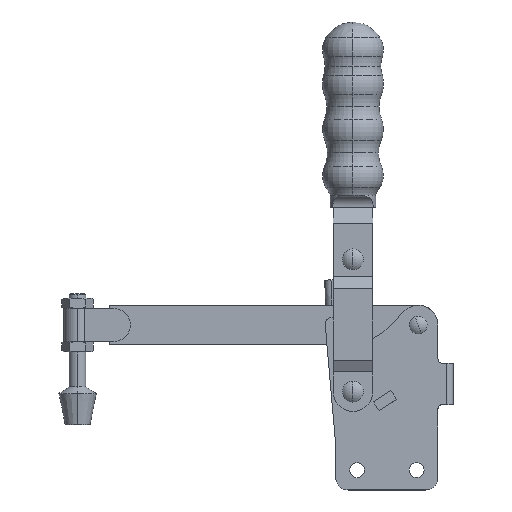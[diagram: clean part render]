
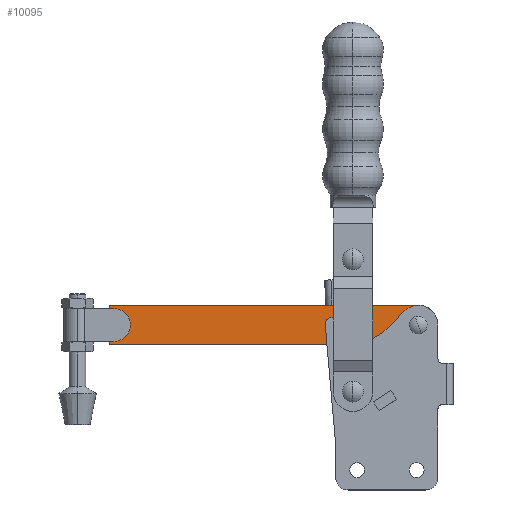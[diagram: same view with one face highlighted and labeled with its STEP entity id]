
A CAD part, top view. The second image highlights one B-rep face of the part: STEP entity #10095.
In plain terms, the highlighted planar face has unit normal (0, 0, 1).
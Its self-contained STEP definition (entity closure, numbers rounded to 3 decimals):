
#115 = CARTESIAN_POINT ( 'NONE',  ( -9.518, 70.16, 3. ) ) ;
#181 = VERTEX_POINT ( 'NONE', #115 ) ;
#373 = EDGE_LOOP ( 'NONE', ( #936, #4641 ) ) ;
#542 = AXIS2_PLACEMENT_3D ( 'NONE', #3891, #3881, #3869 ) ;
#581 = VERTEX_POINT ( 'NONE', #890 ) ;
#652 = CARTESIAN_POINT ( 'NONE',  ( -37.118, 60.66, 3. ) ) ;
#767 = AXIS2_PLACEMENT_3D ( 'NONE', #3669, #8558, #4545 ) ;
#890 = CARTESIAN_POINT ( 'NONE',  ( -7.118, 60.66, 3. ) ) ;
#936 = ORIENTED_EDGE ( 'NONE', *, *, #8824, .F. ) ;
#953 = LINE ( 'NONE', #5270, #4791 ) ;
#963 = CIRCLE ( 'NONE', #1986, 2.4 ) ;
#1408 = CIRCLE ( 'NONE', #767, 9.5 ) ;
#1706 = VERTEX_POINT ( 'NONE', #3703 ) ;
#1767 = CARTESIAN_POINT ( 'NONE',  ( -157.998, 51.16, 3. ) ) ;
#1923 = ORIENTED_EDGE ( 'NONE', *, *, #3411, .T. ) ;
#1986 = AXIS2_PLACEMENT_3D ( 'NONE', #7105, #7048, #7023 ) ;
#2168 = LINE ( 'NONE', #10061, #6743 ) ;
#2402 = LINE ( 'NONE', #8465, #4449 ) ;
#2565 = EDGE_CURVE ( 'NONE', #9831, #8367, #953, .T. ) ;
#3290 = DIRECTION ( 'NONE',  ( 1., 0., 0. ) ) ;
#3293 = DIRECTION ( 'NONE',  ( 0., 0., 1. ) ) ;
#3368 = ORIENTED_EDGE ( 'NONE', *, *, #2565, .T. ) ;
#3411 = EDGE_CURVE ( 'NONE', #8367, #181, #1408, .T. ) ;
#3669 = CARTESIAN_POINT ( 'NONE',  ( -9.518, 60.66, 3. ) ) ;
#3703 = CARTESIAN_POINT ( 'NONE',  ( -41.918, 60.66, 3. ) ) ;
#3869 = DIRECTION ( 'NONE',  ( 1., 0., 0. ) ) ;
#3881 = DIRECTION ( 'NONE',  ( 0., 0., 1. ) ) ;
#3891 = CARTESIAN_POINT ( 'NONE',  ( -9.518, 60.66, 3. ) ) ;
#4050 = VERTEX_POINT ( 'NONE', #652 ) ;
#4449 = VECTOR ( 'NONE', #8413, 1000. ) ;
#4545 = DIRECTION ( 'NONE',  ( 1., 0., 0. ) ) ;
#4641 = ORIENTED_EDGE ( 'NONE', *, *, #8711, .F. ) ;
#4693 = CARTESIAN_POINT ( 'NONE',  ( -9.518, 60.66, 3. ) ) ;
#4776 = CARTESIAN_POINT ( 'NONE',  ( -157.998, 70.16, 3. ) ) ;
#4791 = VECTOR ( 'NONE', #9173, 1000. ) ;
#4871 = CIRCLE ( 'NONE', #542, 2.4 ) ;
#5072 = FACE_BOUND ( 'NONE', #7677, .T. ) ;
#5270 = CARTESIAN_POINT ( 'NONE',  ( -9.518, 51.16, 3. ) ) ;
#5714 = CARTESIAN_POINT ( 'NONE',  ( -9.518, 51.16, 3. ) ) ;
#6152 = ORIENTED_EDGE ( 'NONE', *, *, #9920, .T. ) ;
#6293 = VERTEX_POINT ( 'NONE', #7270 ) ;
#6299 = EDGE_CURVE ( 'NONE', #4050, #1706, #963, .T. ) ;
#6634 = CIRCLE ( 'NONE', #9652, 2.4 ) ;
#6698 = AXIS2_PLACEMENT_3D ( 'NONE', #4693, #3293, #3290 ) ;
#6743 = VECTOR ( 'NONE', #10065, 1000. ) ;
#6862 = DIRECTION ( 'NONE',  ( 0., 0., 1. ) ) ;
#7023 = DIRECTION ( 'NONE',  ( 1., 0., 0. ) ) ;
#7048 = DIRECTION ( 'NONE',  ( 0., 0., 1. ) ) ;
#7105 = CARTESIAN_POINT ( 'NONE',  ( -39.518, 60.66, 3. ) ) ;
#7270 = CARTESIAN_POINT ( 'NONE',  ( -11.918, 60.66, 3. ) ) ;
#7322 = VERTEX_POINT ( 'NONE', #4776 ) ;
#7677 = EDGE_LOOP ( 'NONE', ( #9559, #9641 ) ) ;
#7875 = ORIENTED_EDGE ( 'NONE', *, *, #10240, .F. ) ;
#8367 = VERTEX_POINT ( 'NONE', #5714 ) ;
#8413 = DIRECTION ( 'NONE',  ( 0., 1., 0. ) ) ;
#8456 = DIRECTION ( 'NONE',  ( 1., 0., 0. ) ) ;
#8465 = CARTESIAN_POINT ( 'NONE',  ( -157.998, 65.16, 3. ) ) ;
#8522 = CARTESIAN_POINT ( 'NONE',  ( -39.518, 60.66, 3. ) ) ;
#8558 = DIRECTION ( 'NONE',  ( 0., 0., 1. ) ) ;
#8627 = EDGE_LOOP ( 'NONE', ( #6152, #7875, #3368, #1923 ) ) ;
#8711 = EDGE_CURVE ( 'NONE', #6293, #581, #4871, .T. ) ;
#8824 = EDGE_CURVE ( 'NONE', #581, #6293, #9618, .T. ) ;
#9136 = DIRECTION ( 'NONE',  ( 1., 0., 0. ) ) ;
#9148 = DIRECTION ( 'NONE',  ( 0., 0., 1. ) ) ;
#9168 = FACE_BOUND ( 'NONE', #373, .T. ) ;
#9173 = DIRECTION ( 'NONE',  ( 1., 0., 0. ) ) ;
#9197 = PLANE ( 'NONE',  #9573 ) ;
#9236 = CARTESIAN_POINT ( 'NONE',  ( -9.518, 60.66, 3. ) ) ;
#9396 = EDGE_CURVE ( 'NONE', #1706, #4050, #6634, .T. ) ;
#9430 = FACE_OUTER_BOUND ( 'NONE', #8627, .T. ) ;
#9559 = ORIENTED_EDGE ( 'NONE', *, *, #6299, .F. ) ;
#9573 = AXIS2_PLACEMENT_3D ( 'NONE', #9236, #9148, #9136 ) ;
#9618 = CIRCLE ( 'NONE', #6698, 2.4 ) ;
#9641 = ORIENTED_EDGE ( 'NONE', *, *, #9396, .F. ) ;
#9652 = AXIS2_PLACEMENT_3D ( 'NONE', #8522, #6862, #8456 ) ;
#9831 = VERTEX_POINT ( 'NONE', #1767 ) ;
#9920 = EDGE_CURVE ( 'NONE', #181, #7322, #2168, .T. ) ;
#10061 = CARTESIAN_POINT ( 'NONE',  ( -9.518, 70.16, 3. ) ) ;
#10065 = DIRECTION ( 'NONE',  ( -1., 0., 0. ) ) ;
#10095 = ADVANCED_FACE ( 'NONE', ( #9430, #5072, #9168 ), #9197, .T. ) ;
#10240 = EDGE_CURVE ( 'NONE', #9831, #7322, #2402, .T. ) ;
